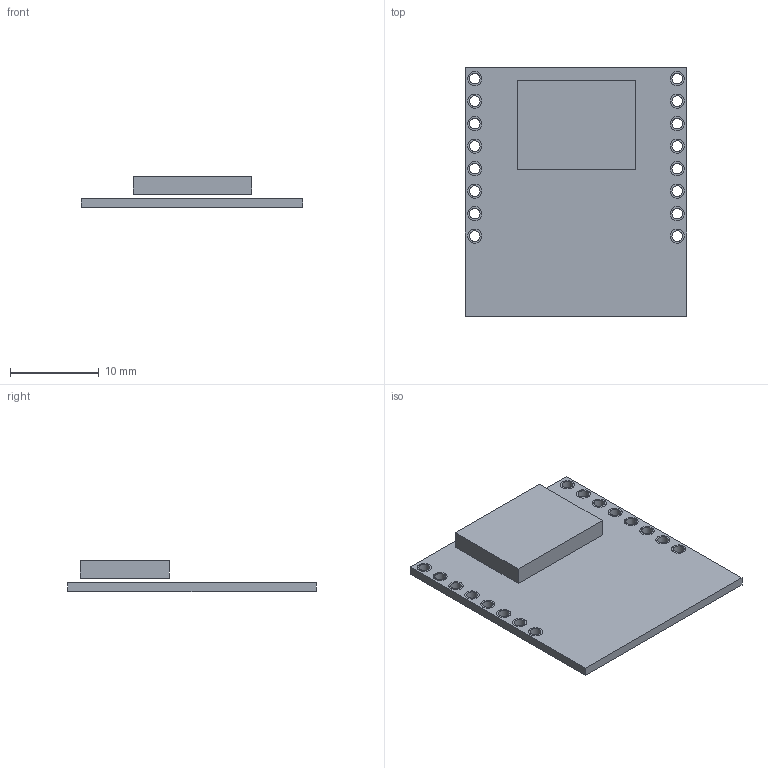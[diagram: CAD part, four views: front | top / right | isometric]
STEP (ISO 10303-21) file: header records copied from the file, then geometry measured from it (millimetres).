
FILE_DESCRIPTION(('FreeCAD Model'),'2;1');
FILE_NAME('Open CASCADE Shape Model','2025-01-20T13:39:44',(''),(''), 'Open CASCADE STEP processor 7.7','FreeCAD','Unknown');
FILE_SCHEMA(('AUTOMOTIVE_DESIGN { 1 0 10303 214 1 1 1 1 }'));
Length unit declared in the file: millimetre
Products named in the file (4): Assembly; Platine; Via; Display
Assembly tree (18 placements, depth 2):
  Assembly
    Platine
    Via  x16
    Display
Bounding box: 25 x 28 x 3.5 mm (x, y, z)
Volume: 951.4 mm3; surface area: 2054.4 mm2
Topology: 18 solids, 18 shells, 92 faces, 168 edges, 112 vertices
Faces by surface type: cylinder 48, plane 44
Full cylindrical faces by diameter (mm): 1.2 x16, 1.6 x32
Entity records: 1240 total; most frequent: DIRECTION 216, CARTESIAN_POINT 181, ORIENTED_EDGE 156, AXIS2_PLACEMENT_3D 87, EDGE_CURVE 78, FACE_BOUND 66, EDGE_LOOP 66, VERTEX_POINT 52
